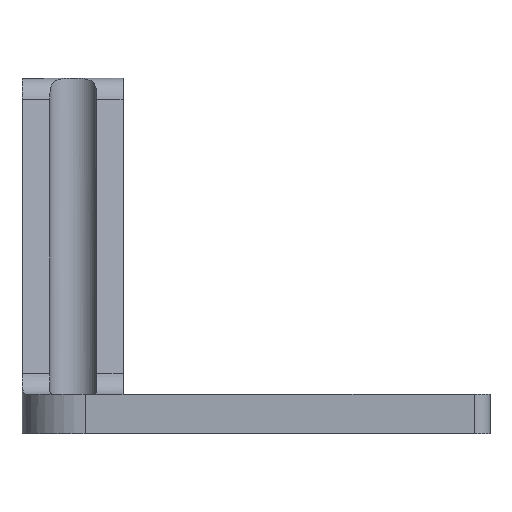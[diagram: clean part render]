
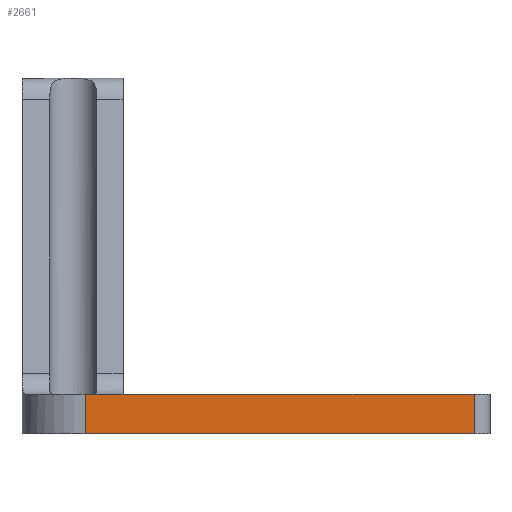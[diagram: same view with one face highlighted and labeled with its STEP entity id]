
A CAD part, front view. The second image highlights one B-rep face of the part: STEP entity #2661.
In plain terms, the highlighted planar face has unit normal (0, -1, 0).
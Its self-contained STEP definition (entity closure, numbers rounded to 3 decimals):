
#55 = PLANE('',#56);
#56 = AXIS2_PLACEMENT_3D('',#57,#58,#59);
#57 = CARTESIAN_POINT('',(-39.3,2.8,0.));
#58 = DIRECTION('',(0.,0.,1.));
#59 = DIRECTION('',(1.,0.,0.));
#83 = CYLINDRICAL_SURFACE('',#84,8.);
#84 = AXIS2_PLACEMENT_3D('',#85,#86,#87);
#85 = CARTESIAN_POINT('',(-31.3,2.8,0.));
#86 = DIRECTION('',(-0.,-0.,-1.));
#87 = DIRECTION('',(1.,0.,0.));
#387 = VERTEX_POINT('',#388);
#388 = CARTESIAN_POINT('',(-31.3,-5.2,0.));
#410 = EDGE_CURVE('',#411,#387,#413,.T.);
#411 = VERTEX_POINT('',#412);
#412 = CARTESIAN_POINT('',(18.,-5.2,0.));
#413 = SURFACE_CURVE('',#414,(#418,#425),.PCURVE_S1.);
#414 = LINE('',#415,#416);
#415 = CARTESIAN_POINT('',(18.,-5.2,0.));
#416 = VECTOR('',#417,1.);
#417 = DIRECTION('',(-1.,0.,0.));
#418 = PCURVE('',#55,#419);
#419 = DEFINITIONAL_REPRESENTATION('',(#420),#424);
#420 = LINE('',#421,#422);
#421 = CARTESIAN_POINT('',(57.3,-8.));
#422 = VECTOR('',#423,1.);
#423 = DIRECTION('',(-1.,0.));
#424 = ( GEOMETRIC_REPRESENTATION_CONTEXT(2) 
PARAMETRIC_REPRESENTATION_CONTEXT() REPRESENTATION_CONTEXT('2D SPACE',''
  ) );
#425 = PCURVE('',#426,#431);
#426 = PLANE('',#427);
#427 = AXIS2_PLACEMENT_3D('',#428,#429,#430);
#428 = CARTESIAN_POINT('',(18.,-5.2,0.));
#429 = DIRECTION('',(0.,-1.,0.));
#430 = DIRECTION('',(-1.,0.,0.));
#431 = DEFINITIONAL_REPRESENTATION('',(#432),#436);
#432 = LINE('',#433,#434);
#433 = CARTESIAN_POINT('',(0.,-0.));
#434 = VECTOR('',#435,1.);
#435 = DIRECTION('',(1.,0.));
#436 = ( GEOMETRIC_REPRESENTATION_CONTEXT(2) 
PARAMETRIC_REPRESENTATION_CONTEXT() REPRESENTATION_CONTEXT('2D SPACE',''
  ) );
#455 = CYLINDRICAL_SURFACE('',#456,2.);
#456 = AXIS2_PLACEMENT_3D('',#457,#458,#459);
#457 = CARTESIAN_POINT('',(18.,-3.2,0.));
#458 = DIRECTION('',(-0.,-0.,-1.));
#459 = DIRECTION('',(1.,0.,0.));
#1073 = VERTEX_POINT('',#1074);
#1074 = CARTESIAN_POINT('',(-31.3,-5.2,5.));
#1089 = PLANE('',#1090);
#1090 = AXIS2_PLACEMENT_3D('',#1091,#1092,#1093);
#1091 = CARTESIAN_POINT('',(-39.3,-0.2,5.));
#1092 = DIRECTION('',(0.,0.,-1.));
#1093 = DIRECTION('',(0.,-1.,0.));
#1101 = EDGE_CURVE('',#387,#1073,#1102,.T.);
#1102 = SURFACE_CURVE('',#1103,(#1107,#1114),.PCURVE_S1.);
#1103 = LINE('',#1104,#1105);
#1104 = CARTESIAN_POINT('',(-31.3,-5.2,0.));
#1105 = VECTOR('',#1106,1.);
#1106 = DIRECTION('',(0.,0.,1.));
#1107 = PCURVE('',#83,#1108);
#1108 = DEFINITIONAL_REPRESENTATION('',(#1109),#1113);
#1109 = LINE('',#1110,#1111);
#1110 = CARTESIAN_POINT('',(-4.712,0.));
#1111 = VECTOR('',#1112,1.);
#1112 = DIRECTION('',(-0.,-1.));
#1113 = ( GEOMETRIC_REPRESENTATION_CONTEXT(2) 
PARAMETRIC_REPRESENTATION_CONTEXT() REPRESENTATION_CONTEXT('2D SPACE',''
  ) );
#1114 = PCURVE('',#426,#1115);
#1115 = DEFINITIONAL_REPRESENTATION('',(#1116),#1120);
#1116 = LINE('',#1117,#1118);
#1117 = CARTESIAN_POINT('',(49.3,0.));
#1118 = VECTOR('',#1119,1.);
#1119 = DIRECTION('',(0.,-1.));
#1120 = ( GEOMETRIC_REPRESENTATION_CONTEXT(2) 
PARAMETRIC_REPRESENTATION_CONTEXT() REPRESENTATION_CONTEXT('2D SPACE',''
  ) );
#2661 = ADVANCED_FACE('',(#2662),#426,.T.);
#2662 = FACE_BOUND('',#2663,.T.);
#2663 = EDGE_LOOP('',(#2664,#2665,#2688,#2716,#2744,#2765));
#2664 = ORIENTED_EDGE('',*,*,#410,.F.);
#2665 = ORIENTED_EDGE('',*,*,#2666,.T.);
#2666 = EDGE_CURVE('',#411,#2667,#2669,.T.);
#2667 = VERTEX_POINT('',#2668);
#2668 = CARTESIAN_POINT('',(18.,-5.2,5.));
#2669 = SURFACE_CURVE('',#2670,(#2674,#2681),.PCURVE_S1.);
#2670 = LINE('',#2671,#2672);
#2671 = CARTESIAN_POINT('',(18.,-5.2,0.));
#2672 = VECTOR('',#2673,1.);
#2673 = DIRECTION('',(0.,0.,1.));
#2674 = PCURVE('',#426,#2675);
#2675 = DEFINITIONAL_REPRESENTATION('',(#2676),#2680);
#2676 = LINE('',#2677,#2678);
#2677 = CARTESIAN_POINT('',(0.,-0.));
#2678 = VECTOR('',#2679,1.);
#2679 = DIRECTION('',(0.,-1.));
#2680 = ( GEOMETRIC_REPRESENTATION_CONTEXT(2) 
PARAMETRIC_REPRESENTATION_CONTEXT() REPRESENTATION_CONTEXT('2D SPACE',''
  ) );
#2681 = PCURVE('',#455,#2682);
#2682 = DEFINITIONAL_REPRESENTATION('',(#2683),#2687);
#2683 = LINE('',#2684,#2685);
#2684 = CARTESIAN_POINT('',(-4.712,0.));
#2685 = VECTOR('',#2686,1.);
#2686 = DIRECTION('',(-0.,-1.));
#2687 = ( GEOMETRIC_REPRESENTATION_CONTEXT(2) 
PARAMETRIC_REPRESENTATION_CONTEXT() REPRESENTATION_CONTEXT('2D SPACE',''
  ) );
#2688 = ORIENTED_EDGE('',*,*,#2689,.T.);
#2689 = EDGE_CURVE('',#2667,#2690,#2692,.T.);
#2690 = VERTEX_POINT('',#2691);
#2691 = CARTESIAN_POINT('',(-26.3,-5.2,5.));
#2692 = SURFACE_CURVE('',#2693,(#2697,#2704),.PCURVE_S1.);
#2693 = LINE('',#2694,#2695);
#2694 = CARTESIAN_POINT('',(20.,-5.2,5.));
#2695 = VECTOR('',#2696,1.);
#2696 = DIRECTION('',(-1.,0.,0.));
#2697 = PCURVE('',#426,#2698);
#2698 = DEFINITIONAL_REPRESENTATION('',(#2699),#2703);
#2699 = LINE('',#2700,#2701);
#2700 = CARTESIAN_POINT('',(-2.,-5.));
#2701 = VECTOR('',#2702,1.);
#2702 = DIRECTION('',(1.,0.));
#2703 = ( GEOMETRIC_REPRESENTATION_CONTEXT(2) 
PARAMETRIC_REPRESENTATION_CONTEXT() REPRESENTATION_CONTEXT('2D SPACE',''
  ) );
#2704 = PCURVE('',#2705,#2710);
#2705 = PLANE('',#2706);
#2706 = AXIS2_PLACEMENT_3D('',#2707,#2708,#2709);
#2707 = CARTESIAN_POINT('',(-26.5,8.8,5.));
#2708 = DIRECTION('',(0.,0.,1.));
#2709 = DIRECTION('',(1.,0.,0.));
#2710 = DEFINITIONAL_REPRESENTATION('',(#2711),#2715);
#2711 = LINE('',#2712,#2713);
#2712 = CARTESIAN_POINT('',(46.5,-14.));
#2713 = VECTOR('',#2714,1.);
#2714 = DIRECTION('',(-1.,0.));
#2715 = ( GEOMETRIC_REPRESENTATION_CONTEXT(2) 
PARAMETRIC_REPRESENTATION_CONTEXT() REPRESENTATION_CONTEXT('2D SPACE',''
  ) );
#2716 = ORIENTED_EDGE('',*,*,#2717,.F.);
#2717 = EDGE_CURVE('',#2718,#2690,#2720,.T.);
#2718 = VERTEX_POINT('',#2719);
#2719 = CARTESIAN_POINT('',(-26.5,-5.2,5.));
#2720 = SURFACE_CURVE('',#2721,(#2725,#2732),.PCURVE_S1.);
#2721 = LINE('',#2722,#2723);
#2722 = CARTESIAN_POINT('',(-39.3,-5.2,5.));
#2723 = VECTOR('',#2724,1.);
#2724 = DIRECTION('',(1.,0.,0.));
#2725 = PCURVE('',#426,#2726);
#2726 = DEFINITIONAL_REPRESENTATION('',(#2727),#2731);
#2727 = LINE('',#2728,#2729);
#2728 = CARTESIAN_POINT('',(57.3,-5.));
#2729 = VECTOR('',#2730,1.);
#2730 = DIRECTION('',(-1.,-0.));
#2731 = ( GEOMETRIC_REPRESENTATION_CONTEXT(2) 
PARAMETRIC_REPRESENTATION_CONTEXT() REPRESENTATION_CONTEXT('2D SPACE',''
  ) );
#2732 = PCURVE('',#2733,#2738);
#2733 = PLANE('',#2734);
#2734 = AXIS2_PLACEMENT_3D('',#2735,#2736,#2737);
#2735 = CARTESIAN_POINT('',(-26.5,8.8,5.));
#2736 = DIRECTION('',(0.,0.,1.));
#2737 = DIRECTION('',(1.,0.,0.));
#2738 = DEFINITIONAL_REPRESENTATION('',(#2739),#2743);
#2739 = LINE('',#2740,#2741);
#2740 = CARTESIAN_POINT('',(-12.8,-14.));
#2741 = VECTOR('',#2742,1.);
#2742 = DIRECTION('',(1.,0.));
#2743 = ( GEOMETRIC_REPRESENTATION_CONTEXT(2) 
PARAMETRIC_REPRESENTATION_CONTEXT() REPRESENTATION_CONTEXT('2D SPACE',''
  ) );
#2744 = ORIENTED_EDGE('',*,*,#2745,.F.);
#2745 = EDGE_CURVE('',#1073,#2718,#2746,.T.);
#2746 = SURFACE_CURVE('',#2747,(#2751,#2758),.PCURVE_S1.);
#2747 = LINE('',#2748,#2749);
#2748 = CARTESIAN_POINT('',(-39.3,-5.2,5.));
#2749 = VECTOR('',#2750,1.);
#2750 = DIRECTION('',(1.,0.,0.));
#2751 = PCURVE('',#426,#2752);
#2752 = DEFINITIONAL_REPRESENTATION('',(#2753),#2757);
#2753 = LINE('',#2754,#2755);
#2754 = CARTESIAN_POINT('',(57.3,-5.));
#2755 = VECTOR('',#2756,1.);
#2756 = DIRECTION('',(-1.,-0.));
#2757 = ( GEOMETRIC_REPRESENTATION_CONTEXT(2) 
PARAMETRIC_REPRESENTATION_CONTEXT() REPRESENTATION_CONTEXT('2D SPACE',''
  ) );
#2758 = PCURVE('',#1089,#2759);
#2759 = DEFINITIONAL_REPRESENTATION('',(#2760),#2764);
#2760 = LINE('',#2761,#2762);
#2761 = CARTESIAN_POINT('',(5.,0.));
#2762 = VECTOR('',#2763,1.);
#2763 = DIRECTION('',(0.,-1.));
#2764 = ( GEOMETRIC_REPRESENTATION_CONTEXT(2) 
PARAMETRIC_REPRESENTATION_CONTEXT() REPRESENTATION_CONTEXT('2D SPACE',''
  ) );
#2765 = ORIENTED_EDGE('',*,*,#1101,.F.);
